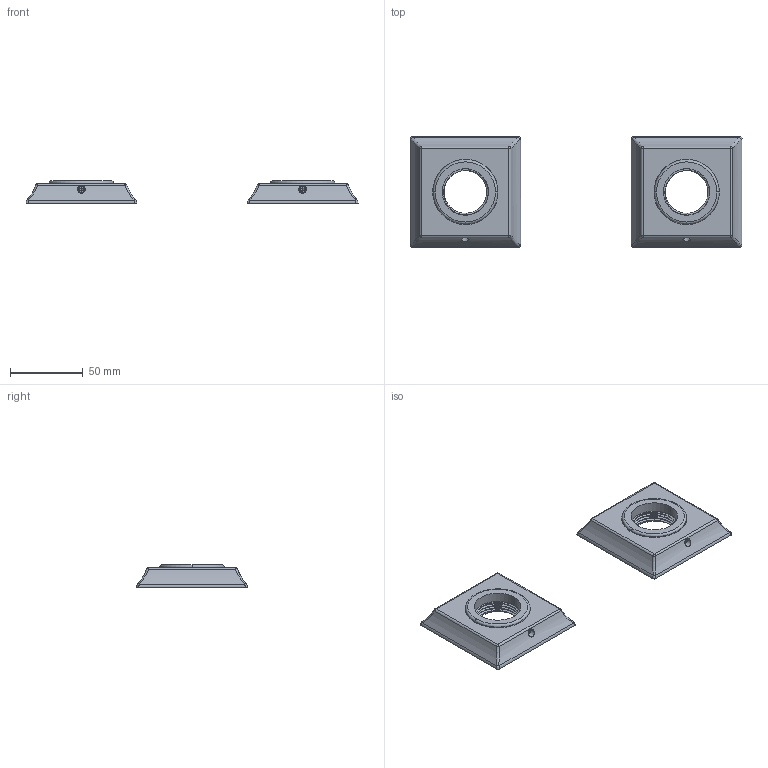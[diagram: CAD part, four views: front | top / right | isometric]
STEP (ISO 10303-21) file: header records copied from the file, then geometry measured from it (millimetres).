
FILE_DESCRIPTION((''),'2;1');
FILE_NAME('2570-2400_ASM','2022-11-04T09:40:39',('rsmith'),(''),'CREO PARAMETRIC BY PTC INC, 2019352','CREO PARAMETRIC BY PTC INC, 2019352','');
FILE_SCHEMA(('CONFIG_CONTROL_DESIGN'));
Length unit declared in the file: inch
Products named in the file (4): 1995; 40677; 92308; 2570-2400_ASM
Assembly tree (6 placements, depth 2):
  2570-2400_ASM
    1995  x2
    40677  x2
    92308  x2
Bounding box: 228.6 x 76.2 x 15.24 mm (x, y, z)
Volume: 84258.2 mm3; surface area: 64567.2 mm2
Topology: 6 solids, 16 shells, 546 faces, 1444 edges, 910 vertices
Faces by surface type: cylinder 232, bspline 166, plane 56, cone 36, torus 32, sphere 24
Entity records: 19761 total; most frequent: CARTESIAN_POINT 13739, ORIENTED_EDGE 1396, DIRECTION 940, EDGE_CURVE 718, VERTEX_POINT 455, AXIS2_PLACEMENT_3D 387, B_SPLINE_CURVE_WITH_KNOTS 369, EDGE_LOOP 293
